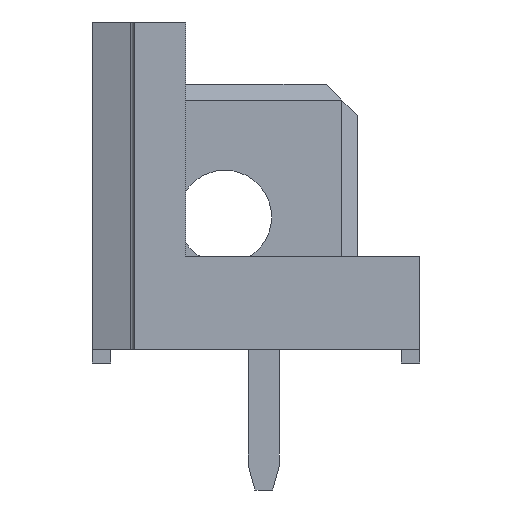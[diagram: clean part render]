
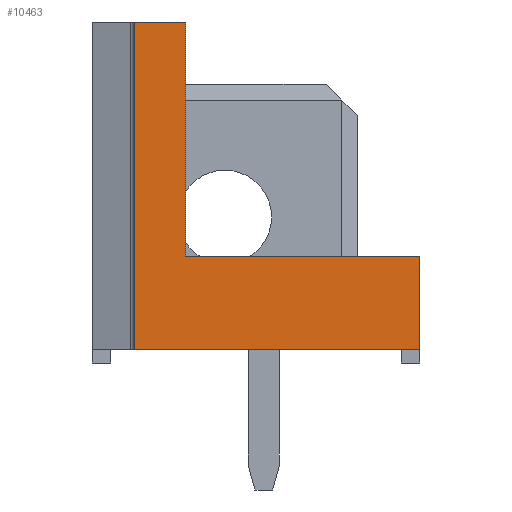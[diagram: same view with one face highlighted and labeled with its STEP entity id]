
A CAD part, left-side view. The second image highlights one B-rep face of the part: STEP entity #10463.
In plain terms, the highlighted planar face has unit normal (-1, 0, 0).
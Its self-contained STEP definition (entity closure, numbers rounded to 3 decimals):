
#1001=ORIENTED_EDGE('',*,*,#2805,.T.);
#1002=ORIENTED_EDGE('',*,*,#3057,.T.);
#1003=ORIENTED_EDGE('',*,*,#2744,.T.);
#1004=ORIENTED_EDGE('',*,*,#2418,.T.);
#1005=ORIENTED_EDGE('',*,*,#3058,.T.);
#1006=ORIENTED_EDGE('',*,*,#3059,.T.);
#2418=EDGE_CURVE('',#3534,#3533,#4251,.T.);
#2744=EDGE_CURVE('',#3801,#3534,#4550,.T.);
#2805=EDGE_CURVE('',#3849,#3848,#4602,.T.);
#3057=EDGE_CURVE('',#3848,#3801,#4836,.F.);
#3058=EDGE_CURVE('',#3533,#4046,#4837,.T.);
#3059=EDGE_CURVE('',#4046,#3849,#4838,.T.);
#3533=VERTEX_POINT('',#13368);
#3534=VERTEX_POINT('',#13370);
#3801=VERTEX_POINT('',#14237);
#3848=VERTEX_POINT('',#14399);
#3849=VERTEX_POINT('',#14401);
#4046=VERTEX_POINT('',#14903);
#4251=LINE('',#13369,#5282);
#4550=LINE('',#14236,#5581);
#4602=LINE('',#14400,#5633);
#4836=LINE('',#14901,#5867);
#4837=LINE('',#14902,#5868);
#4838=LINE('',#14904,#5869);
#5282=VECTOR('',#11323,1000.);
#5581=VECTOR('',#11744,1000.);
#5633=VECTOR('',#11828,1000.);
#5867=VECTOR('',#12202,1000.);
#5868=VECTOR('',#12203,1000.);
#5869=VECTOR('',#12204,1000.);
#6389=EDGE_LOOP('',(#1001,#1002,#1003,#1004,#1005,#1006));
#6824=FACE_BOUND('',#6389,.T.);
#7232=PLANE('',#10929);
#10463=ADVANCED_FACE('',(#6824),#7232,.T.);
#10929=AXIS2_PLACEMENT_3D('',#14900,#12200,#12201);
#11323=DIRECTION('',(0.,0.,1.));
#11744=DIRECTION('',(0.,-1.,0.));
#11828=DIRECTION('',(0.,1.,0.));
#12200=DIRECTION('',(-1.,0.,0.));
#12201=DIRECTION('',(0.,0.,1.));
#12202=DIRECTION('',(0.,0.,1.));
#12203=DIRECTION('',(0.,1.,0.));
#12204=DIRECTION('',(0.,0.,1.));
#13368=CARTESIAN_POINT('',(-17.5,-5.25,-2.25));
#13369=CARTESIAN_POINT('',(-17.5,-5.25,-5.25));
#13370=CARTESIAN_POINT('',(-17.5,-5.25,-5.25));
#14236=CARTESIAN_POINT('',(-17.5,5.25,-5.25));
#14237=CARTESIAN_POINT('',(-17.5,3.9,-5.25));
#14399=CARTESIAN_POINT('',(-17.5,3.9,5.25));
#14400=CARTESIAN_POINT('',(-17.5,2.25,5.25));
#14401=CARTESIAN_POINT('',(-17.5,2.25,5.25));
#14900=CARTESIAN_POINT('',(-17.5,0.,0.));
#14901=CARTESIAN_POINT('',(-17.5,3.9,-33.332));
#14902=CARTESIAN_POINT('',(-17.5,-5.25,-2.25));
#14903=CARTESIAN_POINT('',(-17.5,2.25,-2.25));
#14904=CARTESIAN_POINT('',(-17.5,2.25,-2.25));
